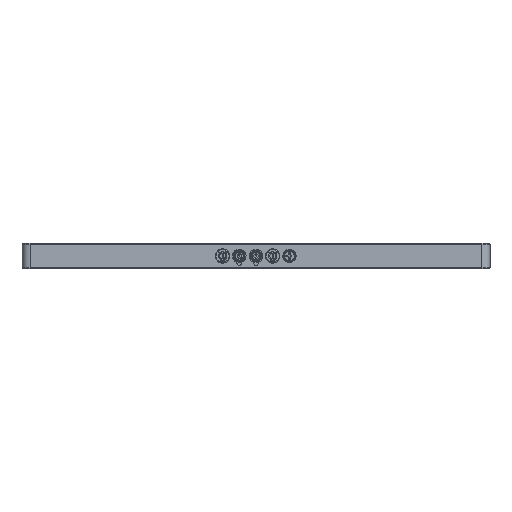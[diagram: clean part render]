
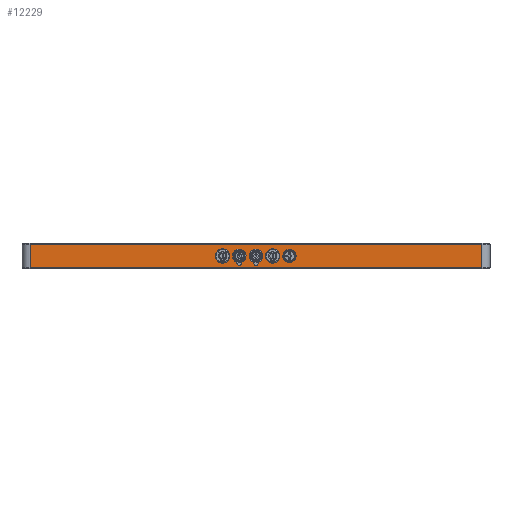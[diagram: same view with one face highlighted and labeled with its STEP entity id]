
A CAD part, front view. The second image highlights one B-rep face of the part: STEP entity #12229.
In plain terms, the highlighted planar face has unit normal (0, -1, 0).
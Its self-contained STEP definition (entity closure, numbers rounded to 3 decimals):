
#688=FACE_BOUND('',#4080,.T.);
#689=FACE_BOUND('',#4081,.T.);
#690=FACE_BOUND('',#4082,.T.);
#691=FACE_BOUND('',#4083,.T.);
#692=FACE_BOUND('',#4084,.T.);
#1571=LINE('',#21136,#2521);
#1576=LINE('',#21149,#2526);
#1577=LINE('',#21153,#2527);
#1578=LINE('',#21154,#2528);
#2521=VECTOR('',#16777,10.);
#2526=VECTOR('',#16792,10.);
#2527=VECTOR('',#16797,10.);
#2528=VECTOR('',#16798,10.);
#3281=FACE_OUTER_BOUND('',#4079,.T.);
#4079=EDGE_LOOP('',(#10613,#10614,#10615,#10616));
#4080=EDGE_LOOP('',(#10617));
#4081=EDGE_LOOP('',(#10618,#10619));
#4082=EDGE_LOOP('',(#10620,#10621));
#4083=EDGE_LOOP('',(#10622));
#4084=EDGE_LOOP('',(#10623));
#4353=CIRCLE('',#12651,3.35);
#4667=CIRCLE('',#13498,1.5);
#4668=CIRCLE('',#13499,4.05);
#4669=CIRCLE('',#13500,4.05);
#4670=CIRCLE('',#13501,1.5);
#4671=CIRCLE('',#13502,4.3);
#4672=CIRCLE('',#13503,4.3);
#5063=VERTEX_POINT('',#18283);
#5701=VERTEX_POINT('',#21128);
#5703=VERTEX_POINT('',#21134);
#5706=VERTEX_POINT('',#21148);
#5707=VERTEX_POINT('',#21152);
#5708=VERTEX_POINT('',#21155);
#5709=VERTEX_POINT('',#21156);
#5710=VERTEX_POINT('',#21159);
#5711=VERTEX_POINT('',#21160);
#5712=VERTEX_POINT('',#21163);
#5713=VERTEX_POINT('',#21165);
#6263=EDGE_CURVE('',#5063,#5063,#4353,.T.);
#7404=EDGE_CURVE('',#5703,#5701,#1571,.T.);
#7411=EDGE_CURVE('',#5701,#5706,#1576,.T.);
#7413=EDGE_CURVE('',#5707,#5703,#1577,.T.);
#7414=EDGE_CURVE('',#5706,#5707,#1578,.T.);
#7415=EDGE_CURVE('',#5708,#5709,#4667,.T.);
#7416=EDGE_CURVE('',#5709,#5708,#4668,.T.);
#7417=EDGE_CURVE('',#5710,#5711,#4669,.T.);
#7418=EDGE_CURVE('',#5711,#5710,#4670,.T.);
#7419=EDGE_CURVE('',#5712,#5712,#4671,.T.);
#7420=EDGE_CURVE('',#5713,#5713,#4672,.T.);
#10613=ORIENTED_EDGE('',*,*,#7404,.F.);
#10614=ORIENTED_EDGE('',*,*,#7413,.F.);
#10615=ORIENTED_EDGE('',*,*,#7414,.F.);
#10616=ORIENTED_EDGE('',*,*,#7411,.F.);
#10617=ORIENTED_EDGE('',*,*,#6263,.T.);
#10618=ORIENTED_EDGE('',*,*,#7415,.T.);
#10619=ORIENTED_EDGE('',*,*,#7416,.T.);
#10620=ORIENTED_EDGE('',*,*,#7417,.T.);
#10621=ORIENTED_EDGE('',*,*,#7418,.T.);
#10622=ORIENTED_EDGE('',*,*,#7419,.T.);
#10623=ORIENTED_EDGE('',*,*,#7420,.T.);
#11527=PLANE('',#13497);
#12229=ADVANCED_FACE('',(#3281,#688,#689,#690,#691,#692),#11527,.T.);
#12651=AXIS2_PLACEMENT_3D('',#18284,#14505,#14506);
#13497=AXIS2_PLACEMENT_3D('',#21151,#16795,#16796);
#13498=AXIS2_PLACEMENT_3D('',#21157,#16799,#16800);
#13499=AXIS2_PLACEMENT_3D('',#21158,#16801,#16802);
#13500=AXIS2_PLACEMENT_3D('',#21161,#16803,#16804);
#13501=AXIS2_PLACEMENT_3D('',#21162,#16805,#16806);
#13502=AXIS2_PLACEMENT_3D('',#21164,#16807,#16808);
#13503=AXIS2_PLACEMENT_3D('',#21166,#16809,#16810);
#14505=DIRECTION('center_axis',(0.,1.,0.));
#14506=DIRECTION('ref_axis',(1.,0.,0.029));
#16777=DIRECTION('',(-1.,0.,0.));
#16792=DIRECTION('',(0.,0.,1.));
#16795=DIRECTION('center_axis',(0.,-1.,0.));
#16796=DIRECTION('ref_axis',(1.,0.,0.));
#16797=DIRECTION('',(0.,0.,-1.));
#16798=DIRECTION('',(1.,0.,0.));
#16799=DIRECTION('center_axis',(0.,1.,0.));
#16800=DIRECTION('ref_axis',(1.,0.,0.));
#16801=DIRECTION('center_axis',(0.,1.,0.));
#16802=DIRECTION('ref_axis',(1.,0.,0.));
#16803=DIRECTION('center_axis',(0.,1.,0.));
#16804=DIRECTION('ref_axis',(1.,0.,0.));
#16805=DIRECTION('center_axis',(0.,1.,0.));
#16806=DIRECTION('ref_axis',(1.,0.,0.));
#16807=DIRECTION('center_axis',(0.,1.,0.));
#16808=DIRECTION('ref_axis',(1.,0.,0.));
#16809=DIRECTION('center_axis',(0.,1.,0.));
#16810=DIRECTION('ref_axis',(1.,0.,0.));
#18283=CARTESIAN_POINT('',(156.651,0.,7.403));
#18284=CARTESIAN_POINT('Origin',(160.,0.,7.5));
#21128=CARTESIAN_POINT('',(5.,0.,0.4));
#21134=CARTESIAN_POINT('',(275.,0.,0.4));
#21136=CARTESIAN_POINT('',(70.,0.,0.4));
#21148=CARTESIAN_POINT('',(5.,0.,14.6));
#21149=CARTESIAN_POINT('',(5.,0.,0.));
#21151=CARTESIAN_POINT('Origin',(0.,0.,0.));
#21152=CARTESIAN_POINT('',(275.,0.,14.6));
#21153=CARTESIAN_POINT('',(275.,0.,0.));
#21154=CARTESIAN_POINT('',(70.,0.,14.6));
#21155=CARTESIAN_POINT('',(141.474,0.,3.728));
#21156=CARTESIAN_POINT('',(138.526,0.,3.728));
#21157=CARTESIAN_POINT('Origin',(140.,0.,3.45));
#21158=CARTESIAN_POINT('Origin',(140.,0.,7.5));
#21159=CARTESIAN_POINT('',(128.526,0.,3.728));
#21160=CARTESIAN_POINT('',(131.474,0.,3.728));
#21161=CARTESIAN_POINT('Origin',(130.,0.,7.5));
#21162=CARTESIAN_POINT('Origin',(130.,0.,3.45));
#21163=CARTESIAN_POINT('',(145.7,0.,7.5));
#21164=CARTESIAN_POINT('Origin',(150.,0.,7.5));
#21165=CARTESIAN_POINT('',(115.7,0.,7.5));
#21166=CARTESIAN_POINT('Origin',(120.,0.,7.5));
